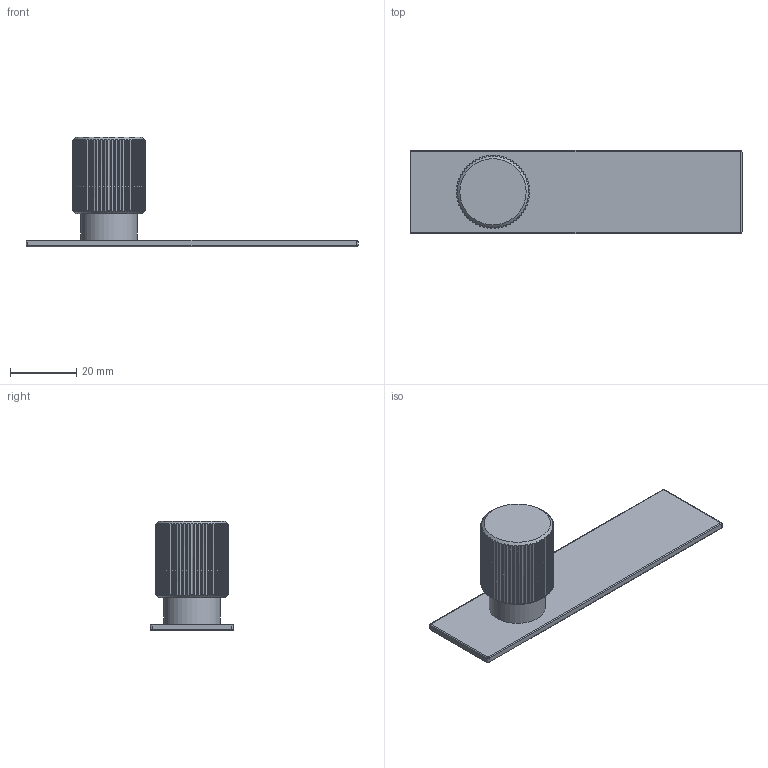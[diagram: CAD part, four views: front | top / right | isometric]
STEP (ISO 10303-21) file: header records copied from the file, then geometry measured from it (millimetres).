
FILE_DESCRIPTION(/* description */ (''),/* implementation_level */ '2;1');
FILE_NAME(/* name */ '0588_22_00.stp',/* time_stamp */ '2023-01-03T08:27:11+01:00',/* author */ ('jferrer'),/* organization */ (''),/* preprocessor_version */ 'ST-DEVELOPER v18.1',/* originating_system */ 'Autodesk Inventor 2022',/* authorisation */ '');
FILE_SCHEMA (('CONFIG_CONTROL_DESIGN'));
Length unit declared in the file: millimetre
Products named in the file (3): 0588_Pom 025_Conjunt placa_00; 0588_PLACA_120x25_00; 0486_POM Ø38_00
Assembly tree (2 placements, depth 2):
  0588_Pom 025_Conjunt placa_00
    0588_PLACA_120x25_00
    0486_POM Ø38_00
Bounding box: 100 x 25 x 33 mm (x, y, z)
Volume: 15103.7 mm3; surface area: 8571.6 mm2
Topology: 2 solids, 2 shells, 276 faces, 795 edges, 520 vertices
Faces by surface type: cylinder 255, plane 9, bspline 8, cone 4
Full cylindrical faces by diameter (mm): 3.242 x1, 4.5 x1, 17 x1
Entity records: 13146 total; most frequent: CARTESIAN_POINT 6402, ORIENTED_EDGE 1580, DIRECTION 1133, EDGE_CURVE 790, VERTEX_POINT 520, AXIS2_PLACEMENT_3D 431, B_SPLINE_CURVE_WITH_KNOTS 362, EDGE_LOOP 280
